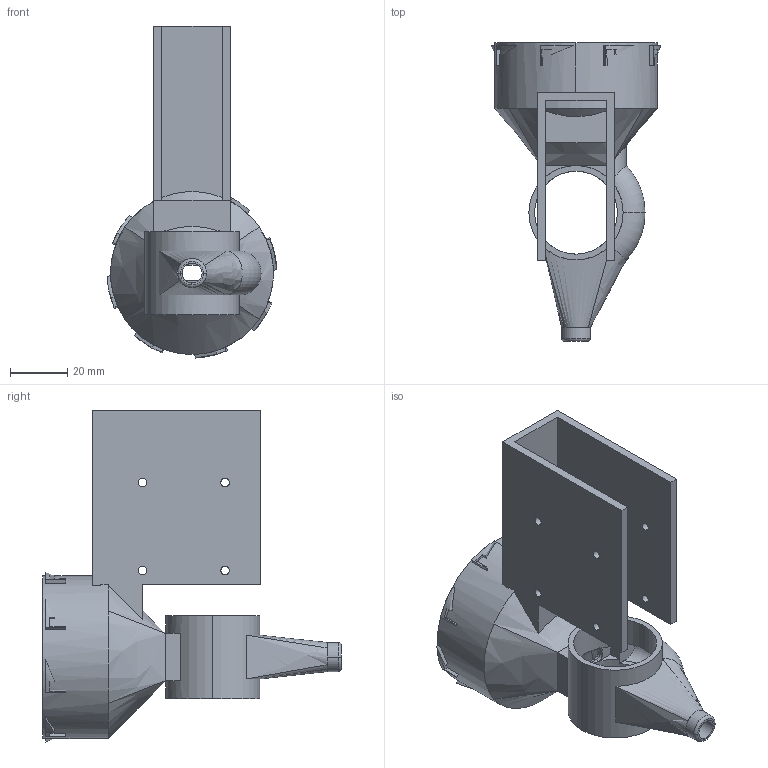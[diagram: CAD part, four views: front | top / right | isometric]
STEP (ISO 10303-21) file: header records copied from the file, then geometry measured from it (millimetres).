
FILE_DESCRIPTION (( 'STEP AP214' ), '1' );
FILE_NAME ('New_Seed_Holder_cover.STEP', '2021-04-06T18:00:58', ( '' ), ( '' ), 'SwSTEP 2.0', 'SolidWorks 2018', '' );
FILE_SCHEMA (( 'AUTOMOTIVE_DESIGN' ));
Length unit declared in the file: millimetre
Products named in the file (1): New_Seed_Holder_cover
Bounding box: 59.45 x 104.5 x 116.19 mm (x, y, z)
Volume: 46241.4 mm3; surface area: 43675.7 mm2
Topology: 4 solids, 4 shells, 219 faces, 563 edges, 354 vertices
Faces by surface type: plane 110, bspline 64, cylinder 35, torus 7, cone 3
Entity records: 13447 total; most frequent: CARTESIAN_POINT 8454, ORIENTED_EDGE 1118, DIRECTION 887, EDGE_CURVE 559, VERTEX_POINT 354, AXIS2_PLACEMENT_3D 335, EDGE_LOOP 251, FACE_OUTER_BOUND 219
